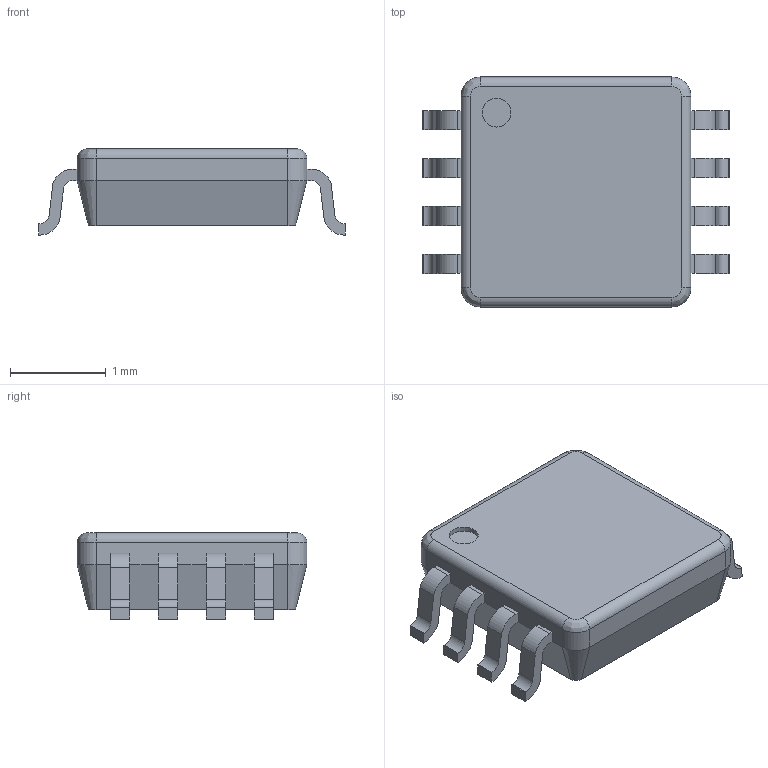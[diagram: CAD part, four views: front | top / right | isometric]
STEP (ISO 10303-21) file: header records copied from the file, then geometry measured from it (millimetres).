
FILE_DESCRIPTION((''),'2;1');
FILE_NAME('US8.stp','2013-05-08T15:53:18',('yvshub'),(''),'Autodesk Inventor 2011','Autodesk Inventor 2011','');
FILE_SCHEMA(('AUTOMOTIVE_DESIGN { 1 0 10303 214 1 1 1 1 }'));
Length unit declared in the file: millimetre
Products named in the file (1): US8
Bounding box: 3.2 x 2.4 x 0.9 mm (x, y, z)
Volume: 4.5 mm3; surface area: 21.5 mm2
Topology: 1 solids, 1 shells, 132 faces, 355 edges, 226 vertices
Faces by surface type: plane 83, cylinder 41, cone 4, bspline 4
Full cylindrical faces by diameter (mm): 0.3 x1
Entity records: 4220 total; most frequent: CARTESIAN_POINT 773, ORIENTED_EDGE 708, DIRECTION 702, EDGE_CURVE 354, VECTOR 264, LINE 264, VERTEX_POINT 226, AXIS2_PLACEMENT_3D 219
